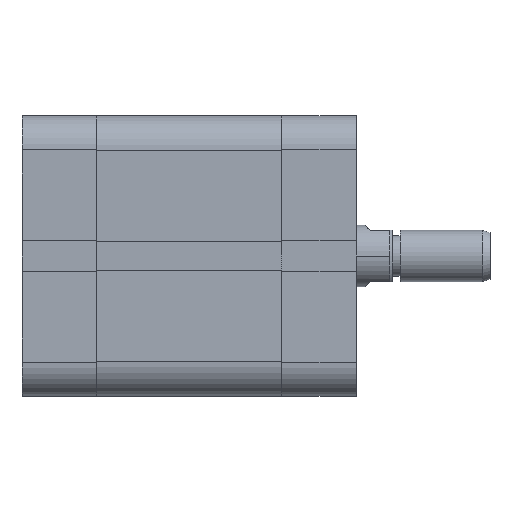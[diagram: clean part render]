
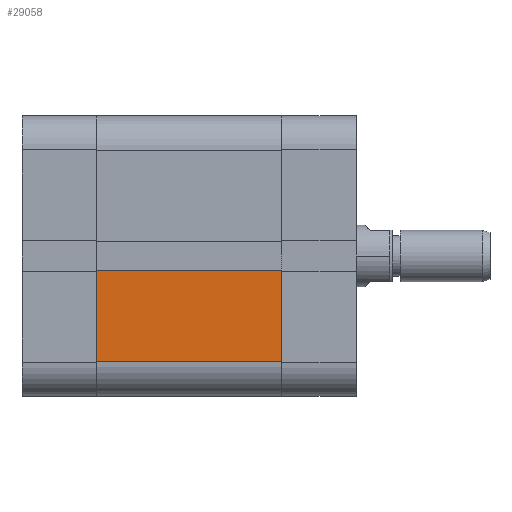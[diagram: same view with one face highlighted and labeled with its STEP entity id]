
A CAD part, front view. The second image highlights one B-rep face of the part: STEP entity #29058.
In plain terms, the highlighted planar face has unit normal (0, -1, 0).
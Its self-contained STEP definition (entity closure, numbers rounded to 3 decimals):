
#2218 = ORIENTED_EDGE ( 'NONE', *, *, #4258, .T. ) ;
#3749 = LINE ( 'NONE', #14357, #11564 ) ;
#4258 = EDGE_CURVE ( 'NONE', #18964, #11640, #11792, .T. ) ;
#4454 = ORIENTED_EDGE ( 'NONE', *, *, #30566, .T. ) ;
#4706 = CARTESIAN_POINT ( 'NONE',  ( 36., -27.25, -27.25 ) ) ;
#4902 = EDGE_LOOP ( 'NONE', ( #4454, #24472, #2218, #8076 ) ) ;
#5269 = VERTEX_POINT ( 'NONE', #20117 ) ;
#5501 = CARTESIAN_POINT ( 'NONE',  ( 0., -27.25, -2.8 ) ) ;
#6358 = DIRECTION ( 'NONE',  ( 0., 1., 0. ) ) ;
#6529 = FACE_OUTER_BOUND ( 'NONE', #4902, .T. ) ;
#7468 = DIRECTION ( 'NONE',  ( 0., 0., -1. ) ) ;
#8076 = ORIENTED_EDGE ( 'NONE', *, *, #9460, .F. ) ;
#8727 = DIRECTION ( 'NONE',  ( -1., 0., 0. ) ) ;
#9460 = EDGE_CURVE ( 'NONE', #5269, #11640, #28094, .T. ) ;
#10047 = LINE ( 'NONE', #30864, #32165 ) ;
#11564 = VECTOR ( 'NONE', #8727, 1000. ) ;
#11640 = VERTEX_POINT ( 'NONE', #28961 ) ;
#11792 = LINE ( 'NONE', #19782, #24823 ) ;
#12447 = CARTESIAN_POINT ( 'NONE',  ( 0., -27.25, -20.45 ) ) ;
#14259 = EDGE_CURVE ( 'NONE', #26028, #18964, #10047, .T. ) ;
#14357 = CARTESIAN_POINT ( 'NONE',  ( 36.001, -27.25, -2.8 ) ) ;
#16594 = DIRECTION ( 'NONE',  ( 0., 0., 1. ) ) ;
#16725 = VECTOR ( 'NONE', #30846, 1000. ) ;
#18964 = VERTEX_POINT ( 'NONE', #12447 ) ;
#19159 = PLANE ( 'NONE',  #33297 ) ;
#19782 = CARTESIAN_POINT ( 'NONE',  ( 36., -27.25, -20.45 ) ) ;
#20117 = CARTESIAN_POINT ( 'NONE',  ( 36., -27.25, -2.8 ) ) ;
#24472 = ORIENTED_EDGE ( 'NONE', *, *, #14259, .T. ) ;
#24823 = VECTOR ( 'NONE', #32792, 1000. ) ;
#26028 = VERTEX_POINT ( 'NONE', #5501 ) ;
#28094 = LINE ( 'NONE', #4706, #16725 ) ;
#28961 = CARTESIAN_POINT ( 'NONE',  ( 36., -27.25, -20.45 ) ) ;
#29058 = ADVANCED_FACE ( 'NONE', ( #6529 ), #19159, .F. ) ;
#29594 = CARTESIAN_POINT ( 'NONE',  ( 36., -27.25, -27.25 ) ) ;
#30566 = EDGE_CURVE ( 'NONE', #5269, #26028, #3749, .T. ) ;
#30846 = DIRECTION ( 'NONE',  ( 0., 0., -1. ) ) ;
#30864 = CARTESIAN_POINT ( 'NONE',  ( 0., -27.25, -27.25 ) ) ;
#32165 = VECTOR ( 'NONE', #7468, 1000. ) ;
#32792 = DIRECTION ( 'NONE',  ( 1., 0., 0. ) ) ;
#33297 = AXIS2_PLACEMENT_3D ( 'NONE', #29594, #6358, #16594 ) ;
